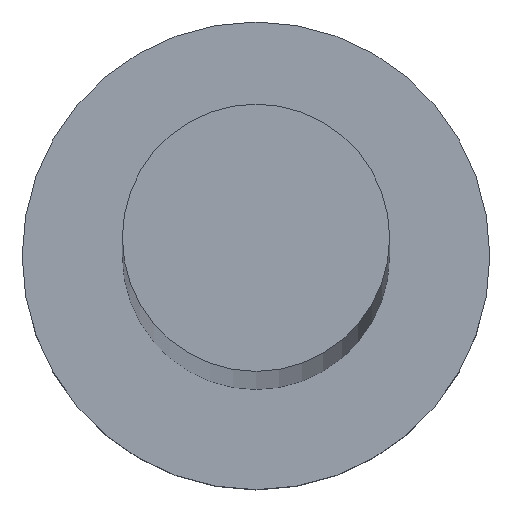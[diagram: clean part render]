
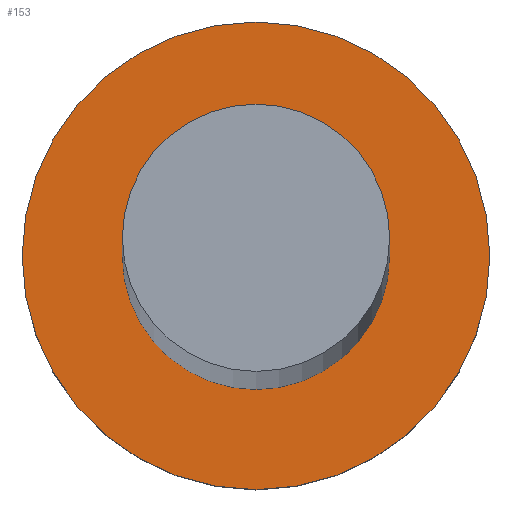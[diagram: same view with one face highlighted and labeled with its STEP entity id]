
A CAD part, top view. The second image highlights one B-rep face of the part: STEP entity #153.
In plain terms, the highlighted planar face has unit normal (0, 0, 1).
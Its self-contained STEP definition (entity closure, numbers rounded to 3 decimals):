
#10 = PLANE ( 'NONE',  #50 ) ;
#12 = EDGE_LOOP ( 'NONE', ( #126, #122 ) ) ;
#15 = ORIENTED_EDGE ( 'NONE', *, *, #156, .F. ) ;
#20 = EDGE_CURVE ( 'NONE', #163, #213, #219, .T. ) ;
#25 = CARTESIAN_POINT ( 'NONE',  ( -7., 0., 5. ) ) ;
#28 = DIRECTION ( 'NONE',  ( 1., 0., 0. ) ) ;
#42 = CARTESIAN_POINT ( 'NONE',  ( -4., 0., 5. ) ) ;
#49 = DIRECTION ( 'NONE',  ( 0., 0., 1. ) ) ;
#50 = AXIS2_PLACEMENT_3D ( 'NONE', #176, #248, #28 ) ;
#52 = DIRECTION ( 'NONE',  ( 0., 0., 1. ) ) ;
#56 = DIRECTION ( 'NONE',  ( 0., 0., 1. ) ) ;
#62 = CARTESIAN_POINT ( 'NONE',  ( 7., 0., 5. ) ) ;
#74 = CARTESIAN_POINT ( 'NONE',  ( 0., 0., 5. ) ) ;
#86 = CIRCLE ( 'NONE', #249, 4. ) ;
#89 = DIRECTION ( 'NONE',  ( 0., 0., 1. ) ) ;
#94 = DIRECTION ( 'NONE',  ( 1., 0., 0. ) ) ;
#97 = CIRCLE ( 'NONE', #121, 7. ) ;
#110 = EDGE_CURVE ( 'NONE', #178, #180, #86, .T. ) ;
#113 = CARTESIAN_POINT ( 'NONE',  ( 0., 0., 5. ) ) ;
#116 = FACE_BOUND ( 'NONE', #254, .T. ) ;
#120 = EDGE_CURVE ( 'NONE', #213, #163, #97, .T. ) ;
#121 = AXIS2_PLACEMENT_3D ( 'NONE', #113, #52, #154 ) ;
#122 = ORIENTED_EDGE ( 'NONE', *, *, #120, .T. ) ;
#126 = ORIENTED_EDGE ( 'NONE', *, *, #20, .T. ) ;
#135 = CARTESIAN_POINT ( 'NONE',  ( 4., 0., 5. ) ) ;
#147 = CIRCLE ( 'NONE', #191, 4. ) ;
#153 = ADVANCED_FACE ( 'NONE', ( #116, #224 ), #10, .T. ) ;
#154 = DIRECTION ( 'NONE',  ( 1., 0., 0. ) ) ;
#156 = EDGE_CURVE ( 'NONE', #180, #178, #147, .T. ) ;
#163 = VERTEX_POINT ( 'NONE', #25 ) ;
#171 = DIRECTION ( 'NONE',  ( 1., 0., 0. ) ) ;
#176 = CARTESIAN_POINT ( 'NONE',  ( 0., 0., 5. ) ) ;
#178 = VERTEX_POINT ( 'NONE', #135 ) ;
#180 = VERTEX_POINT ( 'NONE', #42 ) ;
#191 = AXIS2_PLACEMENT_3D ( 'NONE', #74, #89, #171 ) ;
#194 = AXIS2_PLACEMENT_3D ( 'NONE', #233, #56, #218 ) ;
#195 = ORIENTED_EDGE ( 'NONE', *, *, #110, .F. ) ;
#213 = VERTEX_POINT ( 'NONE', #62 ) ;
#218 = DIRECTION ( 'NONE',  ( 1., 0., 0. ) ) ;
#219 = CIRCLE ( 'NONE', #194, 7. ) ;
#224 = FACE_OUTER_BOUND ( 'NONE', #12, .T. ) ;
#226 = CARTESIAN_POINT ( 'NONE',  ( 0., 0., 5. ) ) ;
#233 = CARTESIAN_POINT ( 'NONE',  ( 0., 0., 5. ) ) ;
#248 = DIRECTION ( 'NONE',  ( 0., 0., 1. ) ) ;
#249 = AXIS2_PLACEMENT_3D ( 'NONE', #226, #49, #94 ) ;
#254 = EDGE_LOOP ( 'NONE', ( #15, #195 ) ) ;
